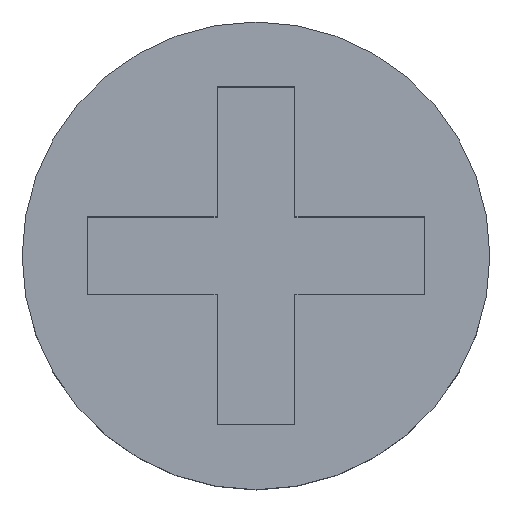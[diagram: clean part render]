
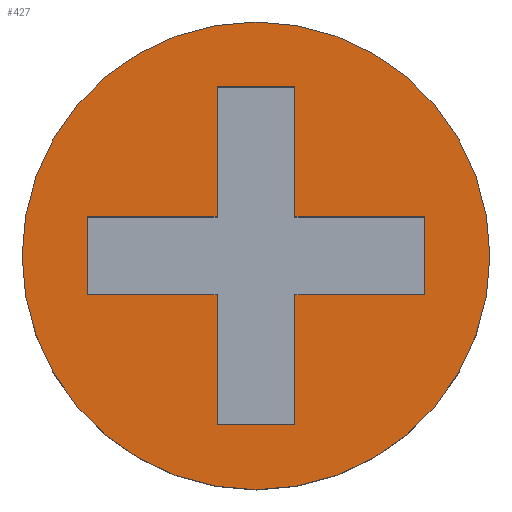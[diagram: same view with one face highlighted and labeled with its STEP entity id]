
A CAD part, top view. The second image highlights one B-rep face of the part: STEP entity #427.
In plain terms, the highlighted planar face has unit normal (0, 0, 1).
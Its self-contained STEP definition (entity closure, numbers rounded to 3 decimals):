
#105=CARTESIAN_POINT('POINT13',(130.75,75.25,190.));
#106=VERTEX_POINT('VERTEX13',#105);
#107=CARTESIAN_POINT('POINT14',(130.75,76.75,190.));
#108=VERTEX_POINT('VERTEX14',#107);
#109=CARTESIAN_POINT('POS14',(130.75,76.375,190.));
#110=DIRECTION('DIR15',(0.,1.,0.));
#111=VECTOR('VEC13',#110,1.);
#112=LINE('STRAIGHT13',#109,#111);
#113=EDGE_CURVE('EDGE13',#106,#108,#112,.T.);
#136=CARTESIAN_POINT('POINT15',(133.25,75.25,190.));
#137=VERTEX_POINT('VERTEX15',#136);
#138=CARTESIAN_POINT('POS18',(132.375,75.25,190.));
#139=DIRECTION('DIR20',(-1.,0.,0.));
#140=VECTOR('VEC16',#139,1.);
#141=LINE('STRAIGHT16',#138,#140);
#142=EDGE_CURVE('EDGE16',#137,#106,#141,.T.);
#160=CARTESIAN_POINT('POINT16',(133.25,72.75,190.));
#161=VERTEX_POINT('VERTEX16',#160);
#162=CARTESIAN_POINT('POS21',(133.25,75.625,190.));
#163=DIRECTION('DIR24',(0.,1.,0.));
#164=VECTOR('VEC18',#163,1.);
#165=LINE('STRAIGHT18',#162,#164);
#166=EDGE_CURVE('EDGE18',#161,#137,#165,.T.);
#184=CARTESIAN_POINT('POINT17',(134.75,72.75,190.));
#185=VERTEX_POINT('VERTEX17',#184);
#186=CARTESIAN_POINT('POS24',(133.625,72.75,190.));
#187=DIRECTION('DIR28',(-1.,0.,0.));
#188=VECTOR('VEC20',#187,1.);
#189=LINE('STRAIGHT20',#186,#188);
#190=EDGE_CURVE('EDGE20',#185,#161,#189,.T.);
#208=CARTESIAN_POINT('POINT18',(134.75,75.25,190.));
#209=VERTEX_POINT('VERTEX18',#208);
#210=CARTESIAN_POINT('POS27',(134.75,74.375,190.));
#211=DIRECTION('DIR32',(0.,-1.,0.));
#212=VECTOR('VEC22',#211,1.);
#213=LINE('STRAIGHT22',#210,#212);
#214=EDGE_CURVE('EDGE22',#209,#185,#213,.T.);
#232=CARTESIAN_POINT('POINT19',(137.25,75.25,190.));
#233=VERTEX_POINT('VERTEX19',#232);
#234=CARTESIAN_POINT('POS30',(134.375,75.25,190.));
#235=DIRECTION('DIR36',(-1.,0.,0.));
#236=VECTOR('VEC24',#235,1.);
#237=LINE('STRAIGHT24',#234,#236);
#238=EDGE_CURVE('EDGE24',#233,#209,#237,.T.);
#256=CARTESIAN_POINT('POINT20',(137.25,76.75,190.));
#257=VERTEX_POINT('VERTEX20',#256);
#258=CARTESIAN_POINT('POS33',(137.25,75.625,190.));
#259=DIRECTION('DIR40',(0.,-1.,0.));
#260=VECTOR('VEC26',#259,1.);
#261=LINE('STRAIGHT26',#258,#260);
#262=EDGE_CURVE('EDGE26',#257,#233,#261,.T.);
#280=CARTESIAN_POINT('POINT21',(134.75,76.75,190.));
#281=VERTEX_POINT('VERTEX21',#280);
#282=CARTESIAN_POINT('POS36',(135.625,76.75,190.));
#283=DIRECTION('DIR44',(1.,0.,0.));
#284=VECTOR('VEC28',#283,1.);
#285=LINE('STRAIGHT28',#282,#284);
#286=EDGE_CURVE('EDGE28',#281,#257,#285,.T.);
#304=CARTESIAN_POINT('POINT22',(134.75,79.25,190.));
#305=VERTEX_POINT('VERTEX22',#304);
#306=CARTESIAN_POINT('POS39',(134.75,76.375,190.));
#307=DIRECTION('DIR48',(0.,-1.,0.));
#308=VECTOR('VEC30',#307,1.);
#309=LINE('STRAIGHT30',#306,#308);
#310=EDGE_CURVE('EDGE30',#305,#281,#309,.T.);
#328=CARTESIAN_POINT('POINT23',(133.25,79.25,190.));
#329=VERTEX_POINT('VERTEX23',#328);
#330=CARTESIAN_POINT('POS42',(134.375,79.25,190.));
#331=DIRECTION('DIR52',(1.,0.,0.));
#332=VECTOR('VEC32',#331,1.);
#333=LINE('STRAIGHT32',#330,#332);
#334=EDGE_CURVE('EDGE32',#329,#305,#333,.T.);
#352=CARTESIAN_POINT('POINT24',(133.25,76.75,190.));
#353=VERTEX_POINT('VERTEX24',#352);
#354=CARTESIAN_POINT('POS45',(133.25,77.625,190.));
#355=DIRECTION('DIR56',(0.,1.,0.));
#356=VECTOR('VEC34',#355,1.);
#357=LINE('STRAIGHT34',#354,#356);
#358=EDGE_CURVE('EDGE34',#353,#329,#357,.T.);
#376=CARTESIAN_POINT('POS48',(133.625,76.75,190.));
#377=DIRECTION('DIR60',(1.,0.,0.));
#378=VECTOR('VEC36',#377,1.);
#379=LINE('STRAIGHT36',#376,#378);
#380=EDGE_CURVE('EDGE36',#108,#353,#379,.T.);
#393=ORIENTED_EDGE('COEDGE61',*,*,#380,.T.);
#394=ORIENTED_EDGE('COEDGE62',*,*,#358,.T.);
#395=ORIENTED_EDGE('COEDGE63',*,*,#334,.T.);
#396=ORIENTED_EDGE('COEDGE64',*,*,#310,.T.);
#397=ORIENTED_EDGE('COEDGE65',*,*,#286,.T.);
#398=ORIENTED_EDGE('COEDGE66',*,*,#262,.T.);
#399=ORIENTED_EDGE('COEDGE67',*,*,#238,.T.);
#400=ORIENTED_EDGE('COEDGE68',*,*,#214,.T.);
#401=ORIENTED_EDGE('COEDGE69',*,*,#190,.T.);
#402=ORIENTED_EDGE('COEDGE70',*,*,#166,.T.);
#403=ORIENTED_EDGE('COEDGE71',*,*,#142,.T.);
#404=ORIENTED_EDGE('COEDGE72',*,*,#113,.T.);
#405=EDGE_LOOP('NONE',(#393,#394,#395,#396,#397,#398,#399,#400,#401,#402
   ,#403,#404));
#406=FACE_BOUND('LOOP1',#405,.T.);
#407=CARTESIAN_POINT('POINT25',(138.5,76.,190.));
#408=VERTEX_POINT('VERTEX25',#407);
#409=CARTESIAN_POINT('POINT26',(129.5,76.,190.));
#410=VERTEX_POINT('VERTEX26',#409);
#411=CARTESIAN_POINT('POS50',(134.,76.,190.));
#412=DIRECTION('DIR63',(0.,0.,1.));
#413=DIRECTION('DIR64',(1.,0.,0.));
#414=AXIS2_PLACEMENT_3D('AXIS14',#411,#412,#413);
#415=CIRCLE('ELLIPSE1',#414,4.5);
#416=EDGE_CURVE('EDGE37',#408,#410,#415,.T.);
#417=ORIENTED_EDGE('COEDGE73',*,*,#416,.T.);
#418=EDGE_CURVE('EDGE38',#410,#408,#415,.T.);
#419=ORIENTED_EDGE('COEDGE74',*,*,#418,.T.);
#420=EDGE_LOOP('NONE',(#417,#419));
#421=FACE_BOUND('LOOP1',#420,.T.);
#422=CARTESIAN_POINT('POS51',(134.,76.,190.));
#423=DIRECTION('DIR65',(0.,0.,1.));
#424=DIRECTION('DIR66',(1.,0.,0.));
#425=AXIS2_PLACEMENT_3D('AXIS15',#422,#423,#424);
#426=PLANE('PLANE14',#425);
#427=ADVANCED_FACE('FACE14',(#406,#421),#426,.T.);
